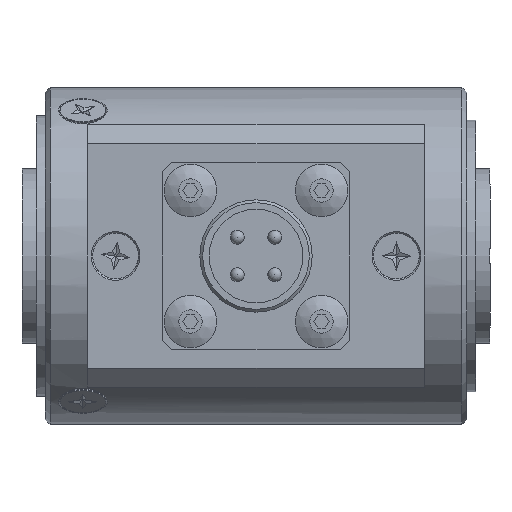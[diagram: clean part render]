
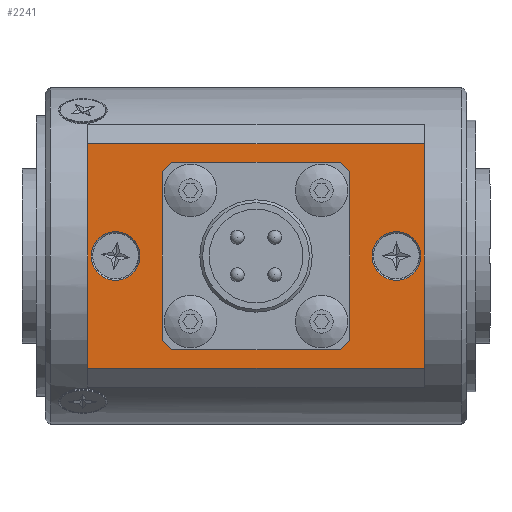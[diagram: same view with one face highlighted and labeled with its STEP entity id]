
A CAD part, front view. The second image highlights one B-rep face of the part: STEP entity #2241.
In plain terms, the highlighted face is planar.
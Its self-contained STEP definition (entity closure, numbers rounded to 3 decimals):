
#163=LINE('',#4494,#321);
#167=LINE('',#4503,#325);
#172=LINE('',#4515,#330);
#183=LINE('',#4562,#341);
#321=VECTOR('',#2970,10.);
#325=VECTOR('',#2978,10.);
#330=VECTOR('',#2987,10.);
#341=VECTOR('',#3040,10.);
#554=FACE_BOUND('',#793,.T.);
#555=FACE_BOUND('',#794,.T.);
#556=FACE_BOUND('',#795,.T.);
#557=FACE_BOUND('',#796,.T.);
#558=FACE_BOUND('',#797,.T.);
#559=FACE_BOUND('',#798,.T.);
#560=FACE_BOUND('',#799,.T.);
#637=FACE_OUTER_BOUND('',#792,.T.);
#792=EDGE_LOOP('',(#1749,#1750,#1751,#1752));
#793=EDGE_LOOP('',(#1753));
#794=EDGE_LOOP('',(#1754));
#795=EDGE_LOOP('',(#1755));
#796=EDGE_LOOP('',(#1756));
#797=EDGE_LOOP('',(#1757));
#798=EDGE_LOOP('',(#1758));
#799=EDGE_LOOP('',(#1759));
#944=CIRCLE('',#2622,1.23);
#946=CIRCLE('',#2625,1.23);
#948=CIRCLE('',#2628,1.23);
#950=CIRCLE('',#2631,1.23);
#952=CIRCLE('',#2634,6.5);
#954=CIRCLE('',#2637,2.6);
#957=CIRCLE('',#2641,2.6);
#1083=VERTEX_POINT('',#4487);
#1086=VERTEX_POINT('',#4492);
#1089=VERTEX_POINT('',#4502);
#1094=VERTEX_POINT('',#4514);
#1097=VERTEX_POINT('',#4524);
#1099=VERTEX_POINT('',#4530);
#1101=VERTEX_POINT('',#4536);
#1103=VERTEX_POINT('',#4542);
#1105=VERTEX_POINT('',#4548);
#1107=VERTEX_POINT('',#4554);
#1110=VERTEX_POINT('',#4563);
#1314=EDGE_CURVE('',#1086,#1083,#163,.T.);
#1318=EDGE_CURVE('',#1083,#1089,#167,.T.);
#1324=EDGE_CURVE('',#1089,#1094,#172,.T.);
#1329=EDGE_CURVE('',#1097,#1097,#944,.T.);
#1332=EDGE_CURVE('',#1099,#1099,#946,.T.);
#1335=EDGE_CURVE('',#1101,#1101,#948,.T.);
#1338=EDGE_CURVE('',#1103,#1103,#950,.T.);
#1341=EDGE_CURVE('',#1105,#1105,#952,.T.);
#1344=EDGE_CURVE('',#1107,#1107,#954,.T.);
#1348=EDGE_CURVE('',#1086,#1094,#183,.T.);
#1349=EDGE_CURVE('',#1110,#1110,#957,.T.);
#1749=ORIENTED_EDGE('',*,*,#1314,.F.);
#1750=ORIENTED_EDGE('',*,*,#1348,.T.);
#1751=ORIENTED_EDGE('',*,*,#1324,.F.);
#1752=ORIENTED_EDGE('',*,*,#1318,.F.);
#1753=ORIENTED_EDGE('',*,*,#1329,.T.);
#1754=ORIENTED_EDGE('',*,*,#1332,.T.);
#1755=ORIENTED_EDGE('',*,*,#1335,.T.);
#1756=ORIENTED_EDGE('',*,*,#1338,.T.);
#1757=ORIENTED_EDGE('',*,*,#1341,.T.);
#1758=ORIENTED_EDGE('',*,*,#1349,.F.);
#1759=ORIENTED_EDGE('',*,*,#1344,.F.);
#2143=PLANE('',#2640);
#2241=ADVANCED_FACE('',(#637,#554,#555,#556,#557,#558,#559,#560),#2143,
 .T.);
#2622=AXIS2_PLACEMENT_3D('',#4525,#2996,#2997);
#2625=AXIS2_PLACEMENT_3D('',#4531,#3003,#3004);
#2628=AXIS2_PLACEMENT_3D('',#4537,#3010,#3011);
#2631=AXIS2_PLACEMENT_3D('',#4543,#3017,#3018);
#2634=AXIS2_PLACEMENT_3D('',#4549,#3024,#3025);
#2637=AXIS2_PLACEMENT_3D('',#4555,#3031,#3032);
#2640=AXIS2_PLACEMENT_3D('',#4561,#3038,#3039);
#2641=AXIS2_PLACEMENT_3D('',#4564,#3041,#3042);
#2970=DIRECTION('',(0.,0.,1.));
#2978=DIRECTION('',(-1.,0.,0.));
#2987=DIRECTION('',(0.,0.,-1.));
#2996=DIRECTION('center_axis',(0.,-1.,0.));
#2997=DIRECTION('ref_axis',(1.,0.,0.));
#3003=DIRECTION('center_axis',(0.,-1.,0.));
#3004=DIRECTION('ref_axis',(1.,0.,0.));
#3010=DIRECTION('center_axis',(0.,-1.,0.));
#3011=DIRECTION('ref_axis',(1.,0.,0.));
#3017=DIRECTION('center_axis',(0.,-1.,0.));
#3018=DIRECTION('ref_axis',(1.,0.,0.));
#3024=DIRECTION('center_axis',(0.,-1.,0.));
#3025=DIRECTION('ref_axis',(1.,0.,0.));
#3031=DIRECTION('center_axis',(0.,1.,0.));
#3032=DIRECTION('ref_axis',(-1.,0.,0.));
#3038=DIRECTION('center_axis',(0.,1.,0.));
#3039=DIRECTION('ref_axis',(-1.,0.,0.));
#3040=DIRECTION('',(-1.,0.,0.));
#3041=DIRECTION('center_axis',(0.,1.,0.));
#3042=DIRECTION('ref_axis',(-1.,0.,0.));
#4487=CARTESIAN_POINT('',(12.,0.,36.));
#4492=CARTESIAN_POINT('',(12.,0.,0.));
#4494=CARTESIAN_POINT('',(12.,0.,0.));
#4502=CARTESIAN_POINT('',(-12.,0.,36.));
#4503=CARTESIAN_POINT('',(14.,0.,36.));
#4514=CARTESIAN_POINT('',(-12.,0.,0.));
#4515=CARTESIAN_POINT('',(-12.,0.,0.));
#4524=CARTESIAN_POINT('',(-8.23,0.,25.));
#4525=CARTESIAN_POINT('Origin',(-7.,0.,25.));
#4530=CARTESIAN_POINT('',(5.771,0.,25.));
#4531=CARTESIAN_POINT('Origin',(7.,0.,25.));
#4536=CARTESIAN_POINT('',(5.771,0.,11.));
#4537=CARTESIAN_POINT('Origin',(7.,0.,11.));
#4542=CARTESIAN_POINT('',(-8.23,0.,11.));
#4543=CARTESIAN_POINT('Origin',(-7.,0.,11.));
#4548=CARTESIAN_POINT('',(-6.5,0.,18.));
#4549=CARTESIAN_POINT('Origin',(0.,0.,18.));
#4554=CARTESIAN_POINT('',(2.6,0.,33.));
#4555=CARTESIAN_POINT('Origin',(0.,0.,33.));
#4561=CARTESIAN_POINT('Origin',(14.,0.,0.));
#4562=CARTESIAN_POINT('',(14.,0.,0.));
#4563=CARTESIAN_POINT('',(2.6,0.,3.));
#4564=CARTESIAN_POINT('Origin',(0.,0.,3.));
